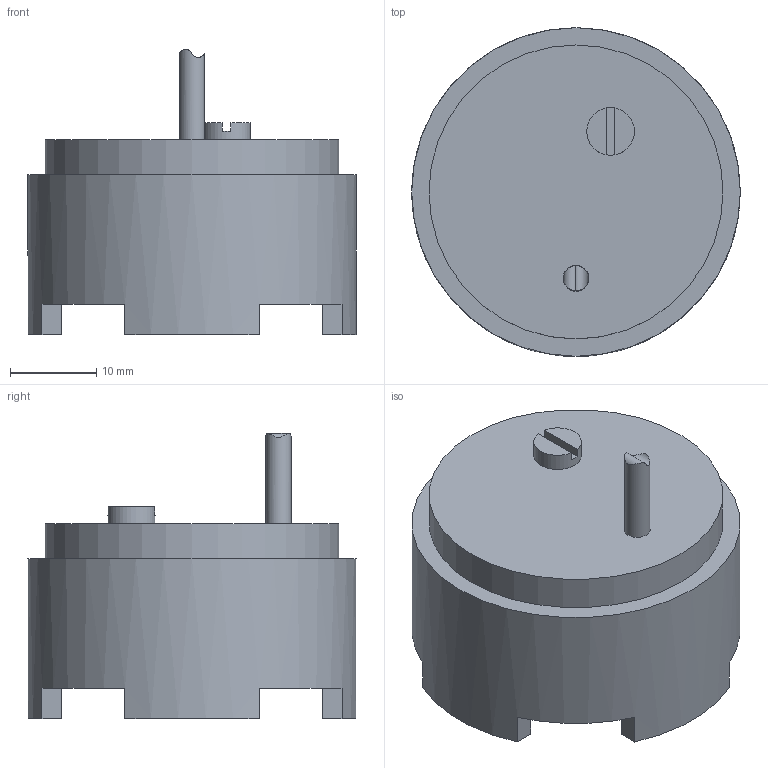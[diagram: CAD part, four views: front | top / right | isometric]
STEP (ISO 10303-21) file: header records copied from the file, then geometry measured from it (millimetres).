
FILE_DESCRIPTION(/* description */ (''),/* implementation_level */ '2;1');
FILE_NAME(/* name */ 'KA1544_Shrinkwrap_1.stp',/* time_stamp */ '2021-08-18T15:15:13+02:00',/* author */ ('Krieger Anja'),/* organization */ (''),/* preprocessor_version */ 'ST-DEVELOPER v18.1',/* originating_system */ 'Autodesk Inventor 2021',/* authorisation */ '');
FILE_SCHEMA (('AUTOMOTIVE_DESIGN { 1 0 10303 214 3 1 1 }'));
Length unit declared in the file: millimetre
Products named in the file (1): KA1544_Shrinkwrap_1
Bounding box: 38 x 38 x 32.96 mm (x, y, z)
Volume: 21195.6 mm3; surface area: 5318.4 mm2
Topology: 1 solids, 1 shells, 32 faces, 79 edges, 53 vertices
Faces by surface type: plane 21, cylinder 11
Full cylindrical faces by diameter (mm): 2.9 x1, 3 x1, 5.5 x1, 34 x1, 38 x1
Entity records: 1120 total; most frequent: CARTESIAN_POINT 233, DIRECTION 170, ORIENTED_EDGE 158, EDGE_CURVE 79, AXIS2_PLACEMENT_3D 62, VERTEX_POINT 53, LINE 46, VECTOR 46
